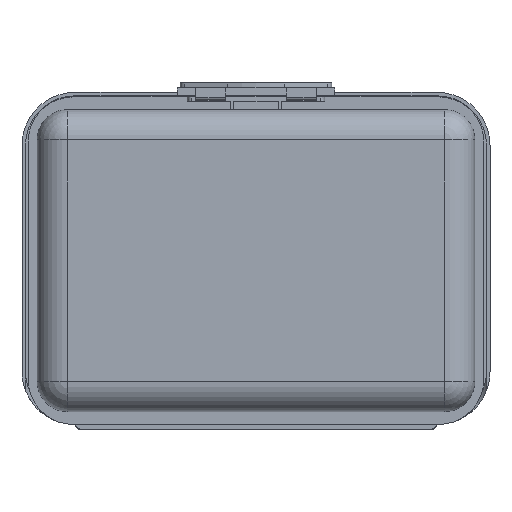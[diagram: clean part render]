
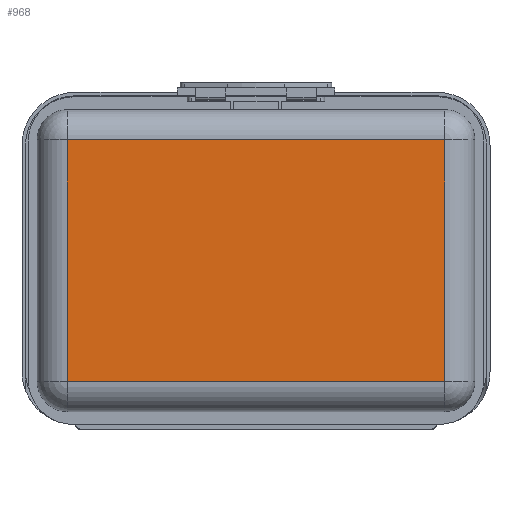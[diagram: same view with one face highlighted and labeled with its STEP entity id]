
A CAD part, front view. The second image highlights one B-rep face of the part: STEP entity #968.
In plain terms, the highlighted planar face has unit normal (0, -1, 0).
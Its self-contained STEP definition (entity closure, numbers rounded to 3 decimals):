
#7 = EDGE_CURVE ( 'NONE', #2899, #1911, #1498, .T. ) ;
#112 = DIRECTION ( 'NONE',  ( 0., 1., 0. ) ) ;
#244 = AXIS2_PLACEMENT_3D ( 'NONE', #3213, #112, #475 ) ;
#475 = DIRECTION ( 'NONE',  ( 0., 0., 1. ) ) ;
#735 = CARTESIAN_POINT ( 'NONE',  ( -62.5, -18.5, -40. ) ) ;
#769 = LINE ( 'NONE', #2353, #4231 ) ;
#786 = VECTOR ( 'NONE', #4841, 1000. ) ;
#799 = VERTEX_POINT ( 'NONE', #735 ) ;
#848 = VERTEX_POINT ( 'NONE', #1208 ) ;
#968 = ADVANCED_FACE ( 'NONE', ( #1302 ), #1727, .F. ) ;
#1041 = EDGE_LOOP ( 'NONE', ( #1256, #1779, #4695, #1047 ) ) ;
#1047 = ORIENTED_EDGE ( 'NONE', *, *, #3419, .T. ) ;
#1208 = CARTESIAN_POINT ( 'NONE',  ( -62.5, -18.5, 40. ) ) ;
#1256 = ORIENTED_EDGE ( 'NONE', *, *, #3649, .T. ) ;
#1302 = FACE_OUTER_BOUND ( 'NONE', #1041, .T. ) ;
#1498 = LINE ( 'NONE', #4667, #2867 ) ;
#1551 = DIRECTION ( 'NONE',  ( 0., 0., -1. ) ) ;
#1642 = DIRECTION ( 'NONE',  ( 0., 0., 1. ) ) ;
#1659 = LINE ( 'NONE', #3240, #786 ) ;
#1727 = PLANE ( 'NONE',  #244 ) ;
#1779 = ORIENTED_EDGE ( 'NONE', *, *, #4775, .T. ) ;
#1787 = CARTESIAN_POINT ( 'NONE',  ( 62.5, -18.5, -40. ) ) ;
#1911 = VERTEX_POINT ( 'NONE', #5035 ) ;
#2254 = CARTESIAN_POINT ( 'NONE',  ( -62.5, -18.5, 0. ) ) ;
#2353 = CARTESIAN_POINT ( 'NONE',  ( 0., -18.5, -40. ) ) ;
#2821 = VECTOR ( 'NONE', #1551, 1000. ) ;
#2867 = VECTOR ( 'NONE', #1642, 1000. ) ;
#2899 = VERTEX_POINT ( 'NONE', #1787 ) ;
#3213 = CARTESIAN_POINT ( 'NONE',  ( 0., -18.5, 0. ) ) ;
#3240 = CARTESIAN_POINT ( 'NONE',  ( 0., -18.5, 40. ) ) ;
#3419 = EDGE_CURVE ( 'NONE', #1911, #848, #1659, .T. ) ;
#3649 = EDGE_CURVE ( 'NONE', #848, #799, #5130, .T. ) ;
#4231 = VECTOR ( 'NONE', #4380, 1000. ) ;
#4380 = DIRECTION ( 'NONE',  ( 1., 0., 0. ) ) ;
#4667 = CARTESIAN_POINT ( 'NONE',  ( 62.5, -18.5, 0. ) ) ;
#4695 = ORIENTED_EDGE ( 'NONE', *, *, #7, .T. ) ;
#4775 = EDGE_CURVE ( 'NONE', #799, #2899, #769, .T. ) ;
#4841 = DIRECTION ( 'NONE',  ( -1., 0., 0. ) ) ;
#5035 = CARTESIAN_POINT ( 'NONE',  ( 62.5, -18.5, 40. ) ) ;
#5130 = LINE ( 'NONE', #2254, #2821 ) ;
